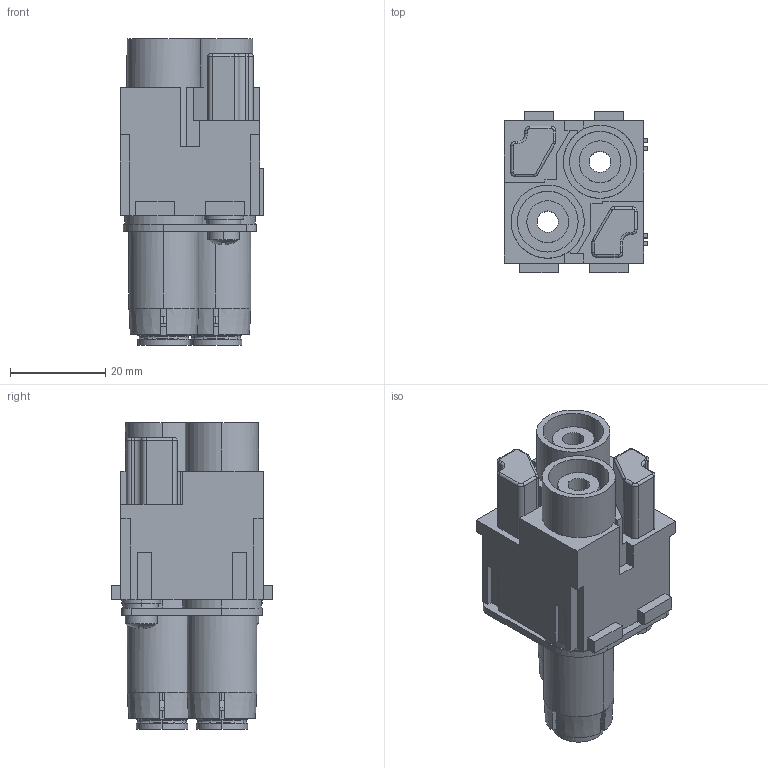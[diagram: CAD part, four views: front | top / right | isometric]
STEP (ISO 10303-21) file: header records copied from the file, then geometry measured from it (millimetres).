
FILE_DESCRIPTION(('Creo Elements/Direct Modeling STEP Export'),'2;1');
FILE_NAME('0ln7uvk5386r5ld3484','2020-06-16T13:44:45',(''),(''),'Creo Elements/Direct Modeling STEP processor for AP214 (Solid Model)','Creo Elements/Direct Modeling 20.1B 02-Apr-2019 (C) Parametric Technology GmbH','');
FILE_SCHEMA(('AUTOMOTIVE_DESIGN { 1 0 10303 214 1 1 1 1 }'));
Length unit declared in the file: millimetre
Products named in the file (2): CX 02 4HF
Assembly tree (1 placements, depth 2):
  CX 02 4HF
    CX 02 4HF
Bounding box: 30.3 x 34 x 64.5 mm (x, y, z)
Volume: 31439.9 mm3; surface area: 15521.2 mm2
Topology: 1 solids, 1 shells, 332 faces, 950 edges, 630 vertices
Faces by surface type: plane 174, cylinder 112, cone 28, torus 18
Entity records: 13859 total; most frequent: CARTESIAN_POINT 2993, ORIENTED_EDGE 1900, DIRECTION 1573, EDGE_CURVE 950, VERTEX_POINT 630, VECTOR 541, LINE 541, AXIS2_PLACEMENT_3D 516
